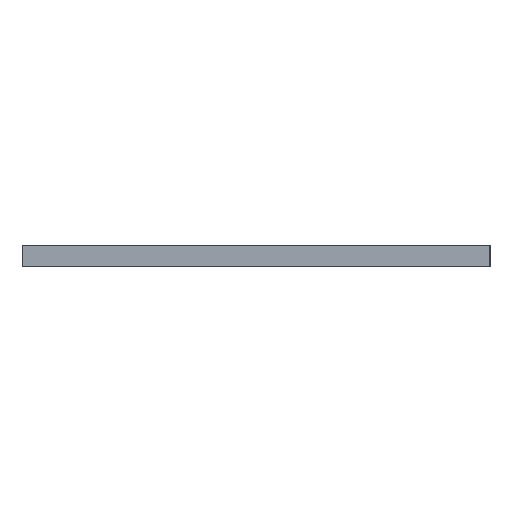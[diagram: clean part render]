
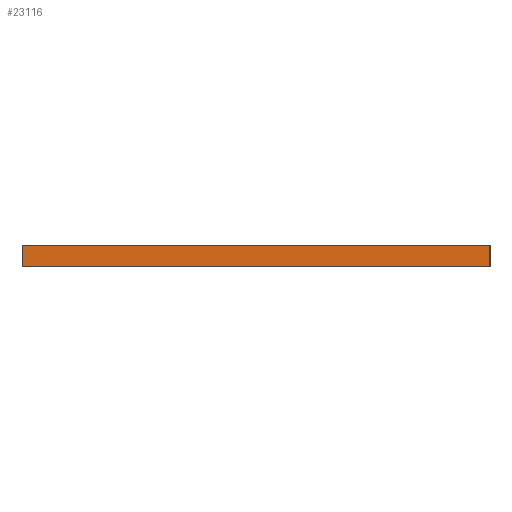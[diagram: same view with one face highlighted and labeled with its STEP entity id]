
A CAD part, left-side view. The second image highlights one B-rep face of the part: STEP entity #23116.
In plain terms, the highlighted planar face has unit normal (-1, 0, 0).
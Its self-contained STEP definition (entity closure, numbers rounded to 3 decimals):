
#83 = PLANE('',#84);
#84 = AXIS2_PLACEMENT_3D('',#85,#86,#87);
#85 = CARTESIAN_POINT('',(149.572,-98.478,1.58));
#86 = DIRECTION('',(-0.,-0.,-1.));
#87 = DIRECTION('',(-1.,0.,0.));
#137 = PLANE('',#138);
#138 = AXIS2_PLACEMENT_3D('',#139,#140,#141);
#139 = CARTESIAN_POINT('',(149.572,-98.478,0.));
#140 = DIRECTION('',(-0.,-0.,-1.));
#141 = DIRECTION('',(-1.,0.,0.));
#170 = PLANE('',#171);
#171 = AXIS2_PLACEMENT_3D('',#172,#173,#174);
#172 = CARTESIAN_POINT('',(55.88,-81.28,0.));
#173 = DIRECTION('',(0.,1.,0.));
#174 = DIRECTION('',(1.,0.,0.));
#1310 = VERTEX_POINT('',#1311);
#1311 = CARTESIAN_POINT('',(55.88,-116.205,0.));
#1325 = PLANE('',#1326);
#1326 = AXIS2_PLACEMENT_3D('',#1327,#1328,#1329);
#1327 = CARTESIAN_POINT('',(244.475,-116.205,0.));
#1328 = DIRECTION('',(0.,-1.,0.));
#1329 = DIRECTION('',(-1.,0.,0.));
#1337 = EDGE_CURVE('',#1310,#1338,#1340,.T.);
#1338 = VERTEX_POINT('',#1339);
#1339 = CARTESIAN_POINT('',(55.88,-81.28,0.));
#1340 = SURFACE_CURVE('',#1341,(#1345,#1352),.PCURVE_S1.);
#1341 = LINE('',#1342,#1343);
#1342 = CARTESIAN_POINT('',(55.88,-116.205,0.));
#1343 = VECTOR('',#1344,1.);
#1344 = DIRECTION('',(0.,1.,0.));
#1345 = PCURVE('',#137,#1346);
#1346 = DEFINITIONAL_REPRESENTATION('',(#1347),#1351);
#1347 = LINE('',#1348,#1349);
#1348 = CARTESIAN_POINT('',(93.692,-17.727));
#1349 = VECTOR('',#1350,1.);
#1350 = DIRECTION('',(0.,1.));
#1351 = ( GEOMETRIC_REPRESENTATION_CONTEXT(2) 
PARAMETRIC_REPRESENTATION_CONTEXT() REPRESENTATION_CONTEXT('2D SPACE',''
  ) );
#1352 = PCURVE('',#1353,#1358);
#1353 = PLANE('',#1354);
#1354 = AXIS2_PLACEMENT_3D('',#1355,#1356,#1357);
#1355 = CARTESIAN_POINT('',(55.88,-116.205,0.));
#1356 = DIRECTION('',(-1.,0.,0.));
#1357 = DIRECTION('',(0.,1.,0.));
#1358 = DEFINITIONAL_REPRESENTATION('',(#1359),#1363);
#1359 = LINE('',#1360,#1361);
#1360 = CARTESIAN_POINT('',(0.,0.));
#1361 = VECTOR('',#1362,1.);
#1362 = DIRECTION('',(1.,0.));
#1363 = ( GEOMETRIC_REPRESENTATION_CONTEXT(2) 
PARAMETRIC_REPRESENTATION_CONTEXT() REPRESENTATION_CONTEXT('2D SPACE',''
  ) );
#13601 = VERTEX_POINT('',#13602);
#13602 = CARTESIAN_POINT('',(55.88,-116.205,1.58));
#13623 = EDGE_CURVE('',#13601,#13624,#13626,.T.);
#13624 = VERTEX_POINT('',#13625);
#13625 = CARTESIAN_POINT('',(55.88,-81.28,1.58));
#13626 = SURFACE_CURVE('',#13627,(#13631,#13638),.PCURVE_S1.);
#13627 = LINE('',#13628,#13629);
#13628 = CARTESIAN_POINT('',(55.88,-116.205,1.58));
#13629 = VECTOR('',#13630,1.);
#13630 = DIRECTION('',(0.,1.,0.));
#13631 = PCURVE('',#83,#13632);
#13632 = DEFINITIONAL_REPRESENTATION('',(#13633),#13637);
#13633 = LINE('',#13634,#13635);
#13634 = CARTESIAN_POINT('',(93.692,-17.727));
#13635 = VECTOR('',#13636,1.);
#13636 = DIRECTION('',(0.,1.));
#13637 = ( GEOMETRIC_REPRESENTATION_CONTEXT(2) 
PARAMETRIC_REPRESENTATION_CONTEXT() REPRESENTATION_CONTEXT('2D SPACE',''
  ) );
#13638 = PCURVE('',#1353,#13639);
#13639 = DEFINITIONAL_REPRESENTATION('',(#13640),#13644);
#13640 = LINE('',#13641,#13642);
#13641 = CARTESIAN_POINT('',(0.,-1.58));
#13642 = VECTOR('',#13643,1.);
#13643 = DIRECTION('',(1.,0.));
#13644 = ( GEOMETRIC_REPRESENTATION_CONTEXT(2) 
PARAMETRIC_REPRESENTATION_CONTEXT() REPRESENTATION_CONTEXT('2D SPACE',''
  ) );
#23066 = EDGE_CURVE('',#1338,#13624,#23067,.T.);
#23067 = SURFACE_CURVE('',#23068,(#23072,#23079),.PCURVE_S1.);
#23068 = LINE('',#23069,#23070);
#23069 = CARTESIAN_POINT('',(55.88,-81.28,0.));
#23070 = VECTOR('',#23071,1.);
#23071 = DIRECTION('',(0.,0.,1.));
#23072 = PCURVE('',#170,#23073);
#23073 = DEFINITIONAL_REPRESENTATION('',(#23074),#23078);
#23074 = LINE('',#23075,#23076);
#23075 = CARTESIAN_POINT('',(0.,0.));
#23076 = VECTOR('',#23077,1.);
#23077 = DIRECTION('',(0.,-1.));
#23078 = ( GEOMETRIC_REPRESENTATION_CONTEXT(2) 
PARAMETRIC_REPRESENTATION_CONTEXT() REPRESENTATION_CONTEXT('2D SPACE',''
  ) );
#23079 = PCURVE('',#1353,#23080);
#23080 = DEFINITIONAL_REPRESENTATION('',(#23081),#23085);
#23081 = LINE('',#23082,#23083);
#23082 = CARTESIAN_POINT('',(34.925,0.));
#23083 = VECTOR('',#23084,1.);
#23084 = DIRECTION('',(0.,-1.));
#23085 = ( GEOMETRIC_REPRESENTATION_CONTEXT(2) 
PARAMETRIC_REPRESENTATION_CONTEXT() REPRESENTATION_CONTEXT('2D SPACE',''
  ) );
#23116 = ADVANCED_FACE('',(#23117),#1353,.T.);
#23117 = FACE_BOUND('',#23118,.T.);
#23118 = EDGE_LOOP('',(#23119,#23140,#23141,#23142));
#23119 = ORIENTED_EDGE('',*,*,#23120,.T.);
#23120 = EDGE_CURVE('',#1310,#13601,#23121,.T.);
#23121 = SURFACE_CURVE('',#23122,(#23126,#23133),.PCURVE_S1.);
#23122 = LINE('',#23123,#23124);
#23123 = CARTESIAN_POINT('',(55.88,-116.205,0.));
#23124 = VECTOR('',#23125,1.);
#23125 = DIRECTION('',(0.,0.,1.));
#23126 = PCURVE('',#1353,#23127);
#23127 = DEFINITIONAL_REPRESENTATION('',(#23128),#23132);
#23128 = LINE('',#23129,#23130);
#23129 = CARTESIAN_POINT('',(0.,0.));
#23130 = VECTOR('',#23131,1.);
#23131 = DIRECTION('',(0.,-1.));
#23132 = ( GEOMETRIC_REPRESENTATION_CONTEXT(2) 
PARAMETRIC_REPRESENTATION_CONTEXT() REPRESENTATION_CONTEXT('2D SPACE',''
  ) );
#23133 = PCURVE('',#1325,#23134);
#23134 = DEFINITIONAL_REPRESENTATION('',(#23135),#23139);
#23135 = LINE('',#23136,#23137);
#23136 = CARTESIAN_POINT('',(188.595,0.));
#23137 = VECTOR('',#23138,1.);
#23138 = DIRECTION('',(0.,-1.));
#23139 = ( GEOMETRIC_REPRESENTATION_CONTEXT(2) 
PARAMETRIC_REPRESENTATION_CONTEXT() REPRESENTATION_CONTEXT('2D SPACE',''
  ) );
#23140 = ORIENTED_EDGE('',*,*,#13623,.T.);
#23141 = ORIENTED_EDGE('',*,*,#23066,.F.);
#23142 = ORIENTED_EDGE('',*,*,#1337,.F.);
